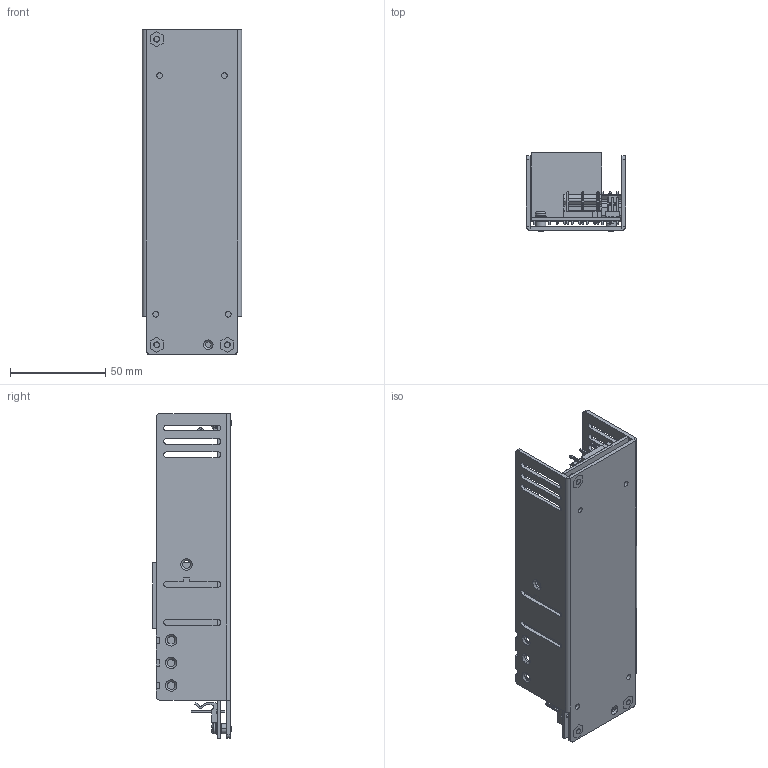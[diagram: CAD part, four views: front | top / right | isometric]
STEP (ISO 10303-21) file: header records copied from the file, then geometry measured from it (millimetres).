
FILE_DESCRIPTION((''),'2;1');
FILE_NAME('MPI-706H_ASM','2017-08-10T',('Abe'),(''),'PRO/ENGINEER BY PARAMETRIC TECHNOLOGY CORPORATION, 2011080','PRO/ENGINEER BY PARAMETRIC TECHNOLOGY CORPORATION, 2011080','');
FILE_SCHEMA(('CONFIG_CONTROL_DESIGN'));
Length unit declared in the file: millimetre
Products named in the file (10): 831-706H; NUT_5_0; 831-706H_ASM; 850-I706; 710-8673-52; 710-8673-12; 360-I706; 710-8812-03; 790-9238; MPI-706H_ASM
Assembly tree (13 placements, depth 3):
  MPI-706H_ASM
    831-706H_ASM
      831-706H
      NUT_5_0  x3
    850-I706
    710-8673-52
    710-8673-12
    360-I706
    710-8812-03
    790-9238  x3
Bounding box: 52 x 40.9 x 170 mm (x, y, z)
Volume: 96727.3 mm3; surface area: 70146.2 mm2
Topology: 12 solids, 12 shells, 1160 faces, 3151 edges, 2076 vertices
Faces by surface type: plane 890, cylinder 236, cone 28, torus 6
Entity records: 34480 total; most frequent: CARTESIAN_POINT 7224, ORIENTED_EDGE 5846, DIRECTION 5181, EDGE_CURVE 2923, VECTOR 2339, LINE 2339, VERTEX_POINT 1928, AXIS2_PLACEMENT_3D 1421
